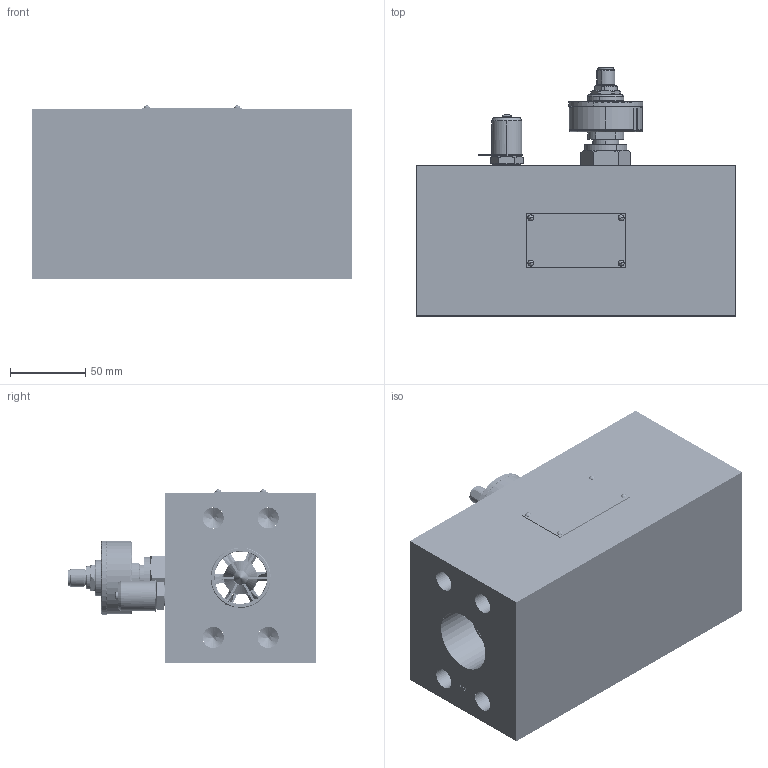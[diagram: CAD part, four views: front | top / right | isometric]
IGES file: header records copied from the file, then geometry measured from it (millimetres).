
Start section: SolidWorks IGES file using analytic representation for surfaces
Global section: file name: ECA'CT800-5V-MF-S-6.IGS; native system: SolidWorks 2014; preprocessor: SolidWorks 2014; author: afp; date: 150529.120838; units: millimetre
Bounding box: 212 x 164.71 x 115.29 mm (x, y, z)
Surface area: 241441.1 mm2 (no closed solid volume)
Topology: 0 solids, 0 shells, 2054 faces, 24220 edges, 24066 vertices
Faces by surface type: bspline 1146, revolution 908
